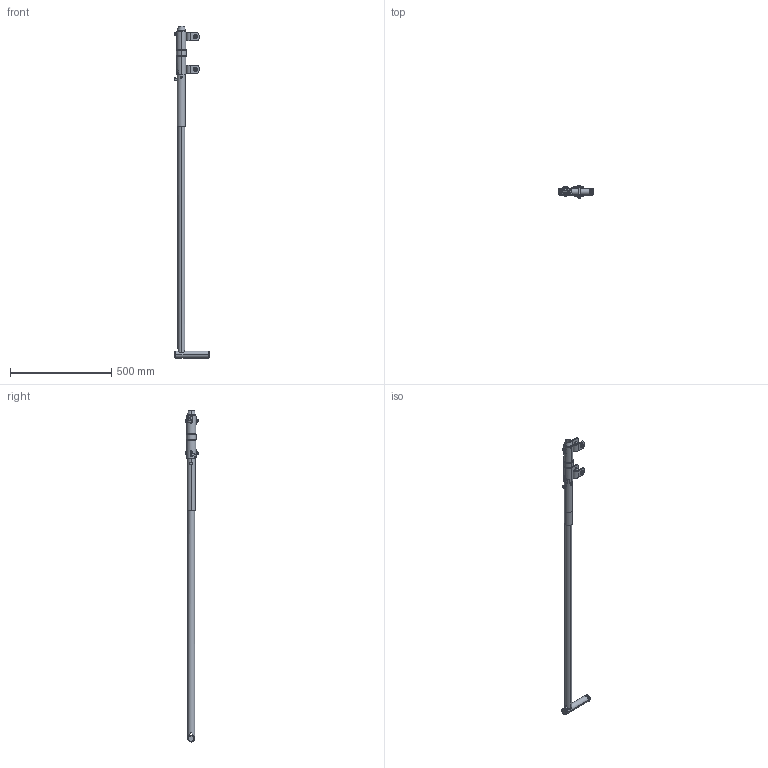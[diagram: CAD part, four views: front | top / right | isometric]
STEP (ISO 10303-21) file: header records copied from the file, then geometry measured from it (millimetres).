
FILE_DESCRIPTION (( 'STEP AP214' ), '1' );
FILE_NAME ('0528180000.STEP', '2024-07-11T07:40:32', ( '' ), ( '' ), 'SwSTEP 2.0', 'SolidWorks 2022', '' );
FILE_SCHEMA (( 'AUTOMOTIVE_DESIGN' ));
Length unit declared in the file: millimetre
Products named in the file (1): 0528180000
Bounding box: 171.45 x 65.5 x 1635.68 mm (x, y, z)
Volume: 644813.4 mm3; surface area: 485588.8 mm2
Topology: 16 solids, 16 shells, 369 faces, 826 edges, 490 vertices
Faces by surface type: plane 119, cylinder 114, cone 104, torus 32
Entity records: 16042 total; most frequent: CARTESIAN_POINT 3712, DIRECTION 1718, ORIENTED_EDGE 1628, EDGE_CURVE 814, AXIS2_PLACEMENT_3D 710, VERTEX_POINT 490, EDGE_LOOP 418, UNCERTAINTY_MEASURE_WITH_UNIT 387
